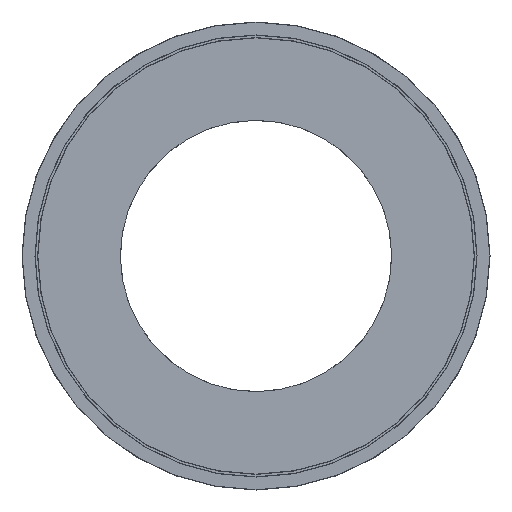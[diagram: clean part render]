
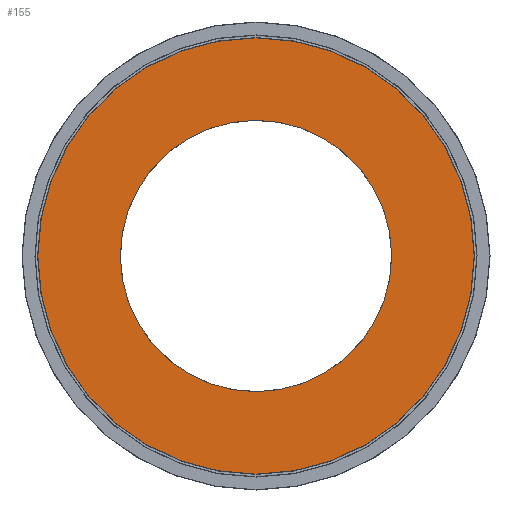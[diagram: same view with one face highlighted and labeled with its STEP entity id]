
A CAD part, front view. The second image highlights one B-rep face of the part: STEP entity #155.
In plain terms, the highlighted planar face has unit normal (0, -1, 0).
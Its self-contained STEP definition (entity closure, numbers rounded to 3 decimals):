
#16 = EDGE_LOOP ( 'NONE', ( #340, #1944 ) ) ;
#22 = CARTESIAN_POINT ( 'NONE',  ( 0., 0., 0. ) ) ;
#25 = CARTESIAN_POINT ( 'NONE',  ( 0., 0., 200. ) ) ;
#111 = DIRECTION ( 'NONE',  ( 0., 0., -1. ) ) ;
#129 = DIRECTION ( 'NONE',  ( 0., 0., 1. ) ) ;
#155 = ADVANCED_FACE ( 'NONE', ( #2183, #438 ), #603, .T. ) ;
#168 = CARTESIAN_POINT ( 'NONE',  ( 0., 0., 0. ) ) ;
#232 = EDGE_CURVE ( 'NONE', #2145, #661, #1649, .T. ) ;
#340 = ORIENTED_EDGE ( 'NONE', *, *, #1323, .T. ) ;
#431 = DIRECTION ( 'NONE',  ( 0., 0., 1. ) ) ;
#438 = FACE_OUTER_BOUND ( 'NONE', #1154, .T. ) ;
#481 = CARTESIAN_POINT ( 'NONE',  ( 0., 0., 0. ) ) ;
#603 = PLANE ( 'NONE',  #1096 ) ;
#619 = EDGE_CURVE ( 'NONE', #936, #1183, #845, .T. ) ;
#632 = EDGE_CURVE ( 'NONE', #1183, #936, #2180, .T. ) ;
#661 = VERTEX_POINT ( 'NONE', #25 ) ;
#762 = CARTESIAN_POINT ( 'NONE',  ( 0., 0., 0. ) ) ;
#770 = AXIS2_PLACEMENT_3D ( 'NONE', #1485, #985, #129 ) ;
#845 = CIRCLE ( 'NONE', #1590, 321.6 ) ;
#916 = DIRECTION ( 'NONE',  ( 0., -1., 0. ) ) ;
#936 = VERTEX_POINT ( 'NONE', #1661 ) ;
#985 = DIRECTION ( 'NONE',  ( 0., 1., 0. ) ) ;
#1096 = AXIS2_PLACEMENT_3D ( 'NONE', #22, #1666, #2121 ) ;
#1111 = DIRECTION ( 'NONE',  ( 0., -1., 0. ) ) ;
#1154 = EDGE_LOOP ( 'NONE', ( #1333, #1456 ) ) ;
#1183 = VERTEX_POINT ( 'NONE', #1488 ) ;
#1207 = DIRECTION ( 'NONE',  ( 0., 0., -1. ) ) ;
#1208 = DIRECTION ( 'NONE',  ( 0., 1., 0. ) ) ;
#1210 = CARTESIAN_POINT ( 'NONE',  ( 0., 0., -200. ) ) ;
#1323 = EDGE_CURVE ( 'NONE', #661, #2145, #1722, .T. ) ;
#1333 = ORIENTED_EDGE ( 'NONE', *, *, #632, .T. ) ;
#1456 = ORIENTED_EDGE ( 'NONE', *, *, #619, .T. ) ;
#1485 = CARTESIAN_POINT ( 'NONE',  ( 0., 0., 0. ) ) ;
#1488 = CARTESIAN_POINT ( 'NONE',  ( 0., 0., 321.6 ) ) ;
#1590 = AXIS2_PLACEMENT_3D ( 'NONE', #762, #1111, #1207 ) ;
#1649 = CIRCLE ( 'NONE', #1667, 200. ) ;
#1661 = CARTESIAN_POINT ( 'NONE',  ( 0., 0., -321.6 ) ) ;
#1666 = DIRECTION ( 'NONE',  ( 0., -1., 0. ) ) ;
#1667 = AXIS2_PLACEMENT_3D ( 'NONE', #168, #1208, #431 ) ;
#1698 = AXIS2_PLACEMENT_3D ( 'NONE', #481, #916, #111 ) ;
#1722 = CIRCLE ( 'NONE', #770, 200. ) ;
#1944 = ORIENTED_EDGE ( 'NONE', *, *, #232, .T. ) ;
#2121 = DIRECTION ( 'NONE',  ( 0., 0., -1. ) ) ;
#2145 = VERTEX_POINT ( 'NONE', #1210 ) ;
#2180 = CIRCLE ( 'NONE', #1698, 321.6 ) ;
#2183 = FACE_BOUND ( 'NONE', #16, .T. ) ;
